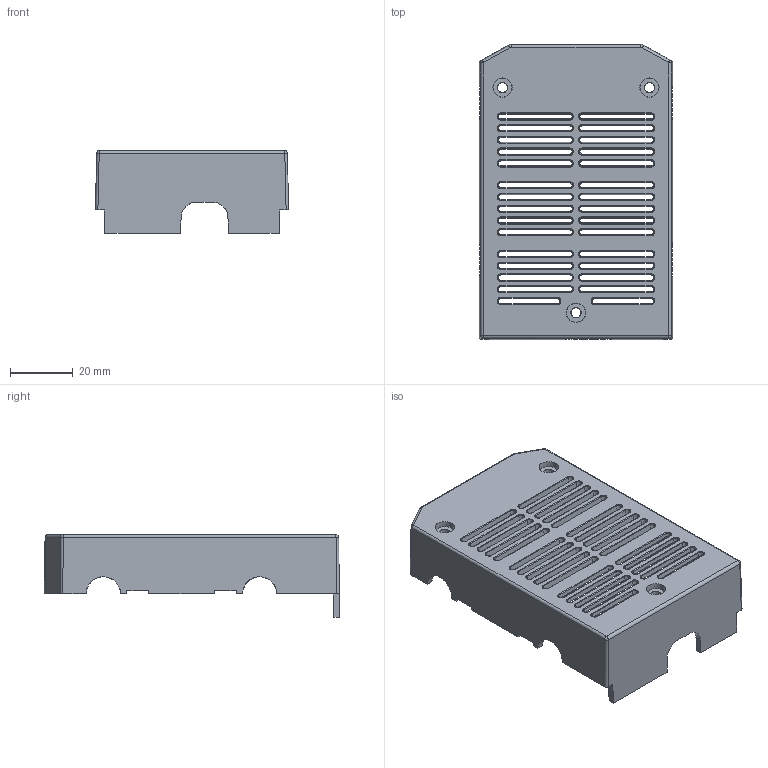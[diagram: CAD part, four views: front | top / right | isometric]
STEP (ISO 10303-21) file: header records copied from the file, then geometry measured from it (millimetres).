
FILE_DESCRIPTION (( 'STEP AP214' ), '1' );
FILE_NAME ('撥堤芛綴褲.STEP', '2025-12-01T08:21:35', ( 'Windows 蚚誧' ), ( '' ), 'SwSTEP 2.0', 'SolidWorks 2016', '' );
FILE_SCHEMA (( 'AUTOMOTIVE_DESIGN' ));
Length unit declared in the file: millimetre
Products named in the file (1): 撥堤芛綴褲
Bounding box: 61.77 x 94.48 x 26.5 mm (x, y, z)
Volume: 17867.6 mm3; surface area: 21966.6 mm2
Topology: 1 solids, 1 shells, 499 faces, 1287 edges, 794 vertices
Faces by surface type: plane 160, cone 127, bspline 110, cylinder 102
Entity records: 18588 total; most frequent: CARTESIAN_POINT 6777, ORIENTED_EDGE 2570, DIRECTION 2346, EDGE_CURVE 1285, AXIS2_PLACEMENT_3D 839, VERTEX_POINT 794, VECTOR 668, LINE 668
